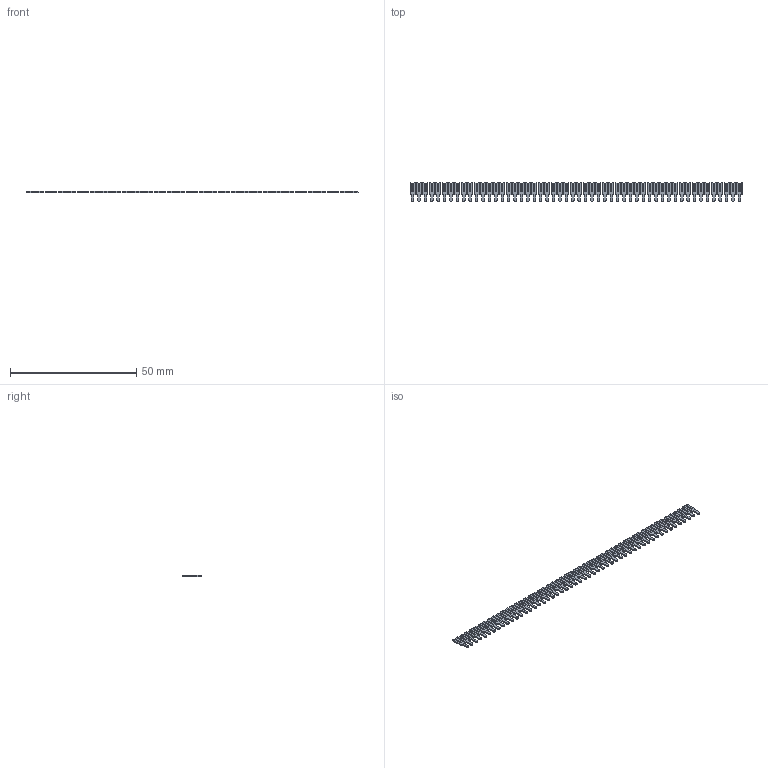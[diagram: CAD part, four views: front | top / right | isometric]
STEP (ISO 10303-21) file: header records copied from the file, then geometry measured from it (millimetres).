
FILE_DESCRIPTION (( 'STEP AP203' ), '1' );
FILE_NAME ('103-052-253-100.STEP', '2020-04-16T16:23:13', ( '' ), ( '' ), 'SwSTEP 2.0', 'SolidWorks 2016', '' );
FILE_SCHEMA (( 'CONFIG_CONTROL_DESIGN' ));
Length unit declared in the file: inch
Products named in the file (2): 100-290-001_100-290-253; 103-052-253-100
Assembly tree (52 placements, depth 2):
  103-052-253-100
    100-290-001_100-290-253  x52
Bounding box: 131.57 x 7.62 x 0.51 mm (x, y, z)
Volume: 286.9 mm3; surface area: 1789.2 mm2
Topology: 52 solids, 52 shells, 1040 faces, 2808 edges, 1872 vertices
Faces by surface type: plane 988, cylinder 52
Entity records: 2452 total; most frequent: DIRECTION 206, CARTESIAN_POINT 165, LOCAL_TIME 114, DATE_AND_TIME 114, CALENDAR_DATE 114, COORDINATED_UNIVERSAL_TIME_OFFSET 114, ORIENTED_EDGE 108, AXIS2_PLACEMENT_3D 77
